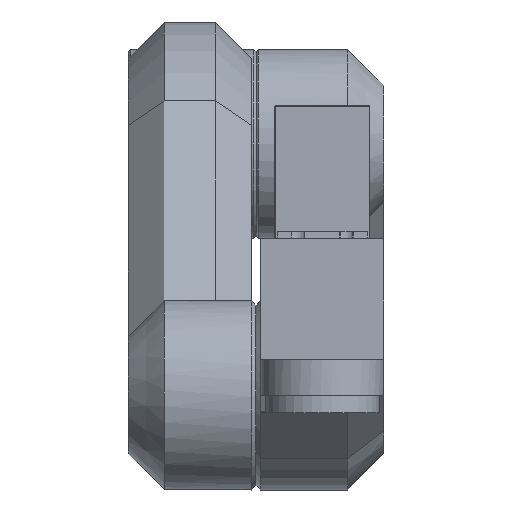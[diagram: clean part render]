
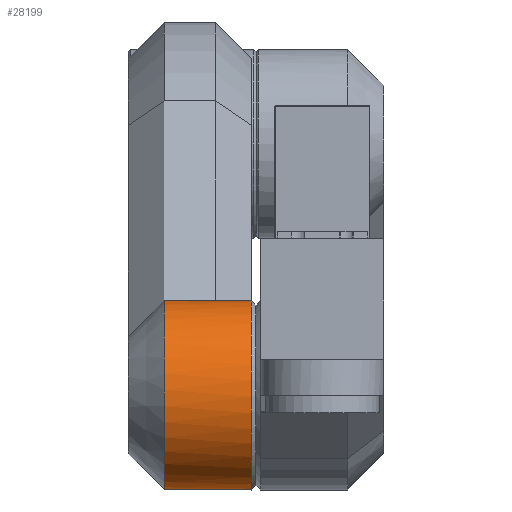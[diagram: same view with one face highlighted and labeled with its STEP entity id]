
A CAD part, left-side view. The second image highlights one B-rep face of the part: STEP entity #28199.
In plain terms, the highlighted cylindrical face has radius 20 mm (diameter 40 mm), a partial arc.
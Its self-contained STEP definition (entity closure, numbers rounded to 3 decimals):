
#1262=ELLIPSE('',#29952,28.284,20.);
#1271=ELLIPSE('',#30041,28.284,20.);
#1272=ELLIPSE('',#30042,28.284,20.);
#1492=CYLINDRICAL_SURFACE('',#30038,20.);
#1967=FACE_OUTER_BOUND('',#3701,.T.);
#3701=EDGE_LOOP('',(#18866,#18867,#18868,#18869,#18870,#18871,#18872,#18873));
#5503=LINE('',#40962,#7960);
#5574=LINE('',#41563,#8031);
#7960=VECTOR('',#32808,1000.);
#8031=VECTOR('',#33069,1000.);
#10465=CIRCLE('',#30039,20.);
#10466=CIRCLE('',#30040,20.);
#10467=CIRCLE('',#30043,20.);
#11553=VERTEX_POINT('',#40942);
#11554=VERTEX_POINT('',#40943);
#11562=VERTEX_POINT('',#40961);
#11569=VERTEX_POINT('',#40983);
#11667=VERTEX_POINT('',#41557);
#11668=VERTEX_POINT('',#41560);
#11669=VERTEX_POINT('',#41562);
#11670=VERTEX_POINT('',#41564);
#14281=EDGE_CURVE('',#11562,#11554,#5503,.F.);
#14292=EDGE_CURVE('',#11569,#11562,#1262,.T.);
#14425=EDGE_CURVE('',#11554,#11667,#10465,.F.);
#14426=EDGE_CURVE('',#11667,#11553,#10466,.F.);
#14427=EDGE_CURVE('',#11553,#11668,#1271,.T.);
#14428=EDGE_CURVE('',#11668,#11669,#5574,.T.);
#14429=EDGE_CURVE('',#11669,#11670,#1272,.T.);
#14430=EDGE_CURVE('',#11670,#11569,#10467,.T.);
#18866=ORIENTED_EDGE('',*,*,#14281,.T.);
#18867=ORIENTED_EDGE('',*,*,#14425,.T.);
#18868=ORIENTED_EDGE('',*,*,#14426,.T.);
#18869=ORIENTED_EDGE('',*,*,#14427,.T.);
#18870=ORIENTED_EDGE('',*,*,#14428,.T.);
#18871=ORIENTED_EDGE('',*,*,#14429,.T.);
#18872=ORIENTED_EDGE('',*,*,#14430,.T.);
#18873=ORIENTED_EDGE('',*,*,#14292,.T.);
#28199=ADVANCED_FACE('',(#1967),#1492,.T.);
#29952=AXIS2_PLACEMENT_3D('',#40984,#32828,#32829);
#30038=AXIS2_PLACEMENT_3D('',#41556,#33061,#33062);
#30039=AXIS2_PLACEMENT_3D('',#41558,#33063,#33064);
#30040=AXIS2_PLACEMENT_3D('',#41559,#33065,#33066);
#30041=AXIS2_PLACEMENT_3D('',#41561,#33067,#33068);
#30042=AXIS2_PLACEMENT_3D('',#41565,#33070,#33071);
#30043=AXIS2_PLACEMENT_3D('',#41566,#33072,#33073);
#32808=DIRECTION('',(0.,1.,0.));
#32828=DIRECTION('center_axis',(0.514,0.707,-0.486));
#32829=DIRECTION('ref_axis',(-0.514,0.707,0.486));
#33061=DIRECTION('center_axis',(0.,1.,0.));
#33062=DIRECTION('ref_axis',(-0.828,0.,-0.561));
#33063=DIRECTION('center_axis',(0.,-1.,0.));
#33064=DIRECTION('ref_axis',(0.,0.,-1.));
#33065=DIRECTION('center_axis',(0.,-1.,0.));
#33066=DIRECTION('ref_axis',(0.,0.,-1.));
#33067=DIRECTION('center_axis',(-0.514,-0.707,0.486));
#33068=DIRECTION('ref_axis',(-0.514,0.707,0.486));
#33069=DIRECTION('',(0.,1.,0.));
#33070=DIRECTION('center_axis',(-0.514,0.707,0.486));
#33071=DIRECTION('ref_axis',(0.514,0.707,-0.486));
#33072=DIRECTION('center_axis',(0.,-1.,0.));
#33073=DIRECTION('ref_axis',(0.,0.,-1.));
#40942=CARTESIAN_POINT('',(89.317,-13.,84.697));
#40943=CARTESIAN_POINT('',(99.888,-13.,69.116));
#40961=CARTESIAN_POINT('',(99.888,5.385,69.116));
#40962=CARTESIAN_POINT('',(99.888,-13.,69.116));
#40983=CARTESIAN_POINT('',(99.888,5.385,69.116));
#40984=CARTESIAN_POINT('Origin',(80.,18.385,67.));
#41556=CARTESIAN_POINT('Origin',(80.,-13.,67.));
#41557=CARTESIAN_POINT('',(80.,-13.,47.));
#41558=CARTESIAN_POINT('Origin',(80.,-13.,67.));
#41559=CARTESIAN_POINT('Origin',(80.,-13.,67.));
#41560=CARTESIAN_POINT('',(80.992,-5.385,86.975));
#41561=CARTESIAN_POINT('Origin',(80.,-18.385,67.));
#41562=CARTESIAN_POINT('',(80.992,5.385,86.975));
#41563=CARTESIAN_POINT('',(80.992,-13.,86.975));
#41564=CARTESIAN_POINT('',(80.993,5.385,86.975));
#41565=CARTESIAN_POINT('Origin',(80.,18.385,67.));
#41566=CARTESIAN_POINT('Origin',(80.,5.385,67.));
